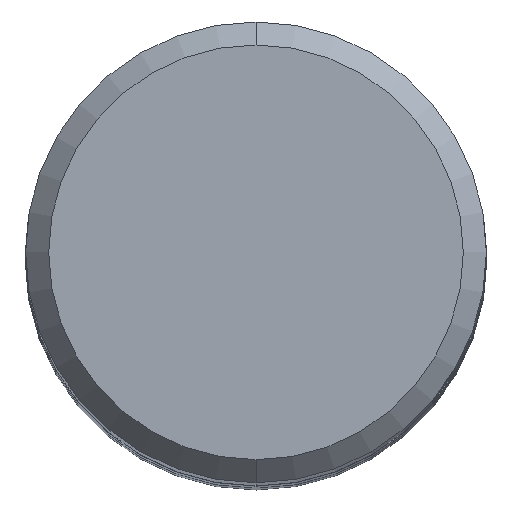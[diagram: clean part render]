
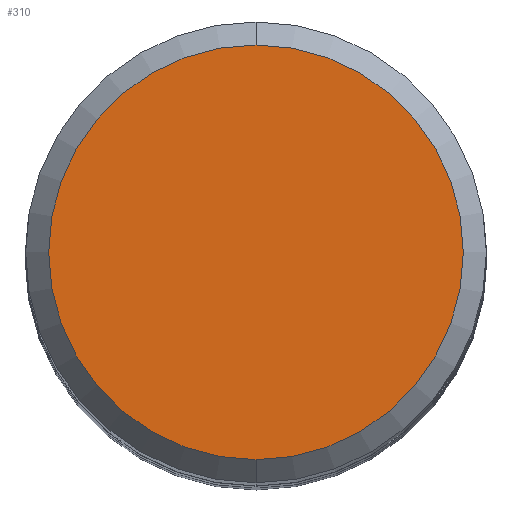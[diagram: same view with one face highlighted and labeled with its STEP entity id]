
A CAD part, top view. The second image highlights one B-rep face of the part: STEP entity #310.
In plain terms, the highlighted planar face has unit normal (0, 0, 1).
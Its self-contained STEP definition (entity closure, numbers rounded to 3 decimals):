
#288=VERTEX_POINT('',#595);
#310=ADVANCED_FACE('',(#619),#620,.T.);
#380=VERTEX_POINT('',#697);
#432=EDGE_CURVE('',#288,#380,#754,.T.);
#440=EDGE_CURVE('',#380,#288,#762,.T.);
#595=CARTESIAN_POINT('',(0.,-5.4,0.0));
#619=FACE_OUTER_BOUND('',#1162,.T.);
#620=PLANE('',#1163);
#697=CARTESIAN_POINT('',(0.0,5.4,0.0));
#754=CIRCLE('',#1408,5.4);
#762=CIRCLE('',#1446,5.4);
#1162=EDGE_LOOP('',(#1643,#1644));
#1163=AXIS2_PLACEMENT_3D('',#1645,#1646,#1647);
#1408=AXIS2_PLACEMENT_3D('',#1783,#1784,#1785);
#1446=AXIS2_PLACEMENT_3D('',#1787,#1788,#1789);
#1643=ORIENTED_EDGE('',*,*,#440,.F.);
#1644=ORIENTED_EDGE('',*,*,#432,.F.);
#1645=CARTESIAN_POINT('',(0.0,2.7,0.0));
#1646=DIRECTION('',(-0.0,0.0,1.0));
#1647=DIRECTION('',(0.0,-1.0,0.0));
#1783=CARTESIAN_POINT('',(0.0,0.0,0.0));
#1784=DIRECTION('',(0.0,0.0,-1.0));
#1785=DIRECTION('',(0.0,1.0,0.0));
#1787=CARTESIAN_POINT('',(0.0,0.0,0.0));
#1788=DIRECTION('',(0.0,0.0,-1.0));
#1789=DIRECTION('',(0.0,1.0,0.0));
